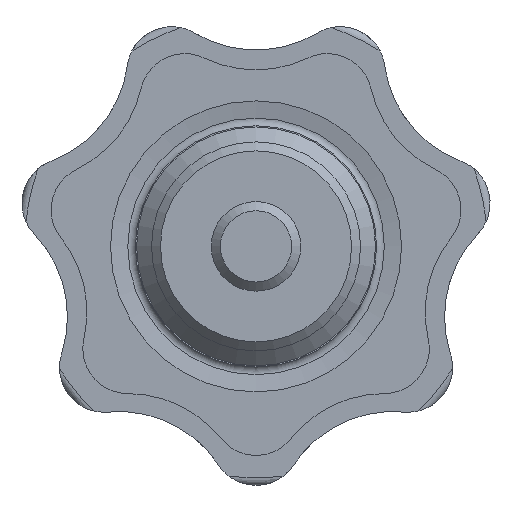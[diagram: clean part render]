
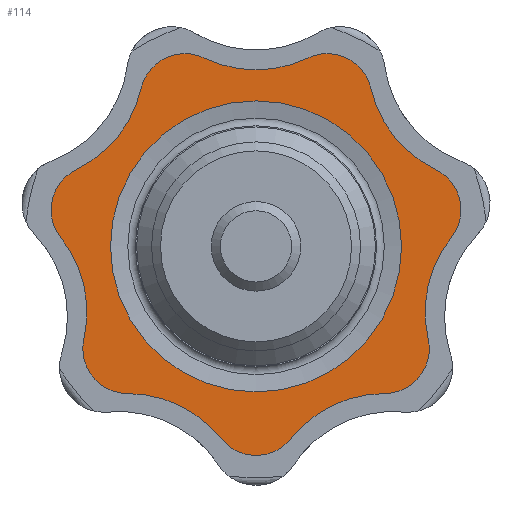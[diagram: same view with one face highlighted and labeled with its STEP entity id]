
A CAD part, front view. The second image highlights one B-rep face of the part: STEP entity #114.
In plain terms, the highlighted planar face has unit normal (0, -1, 0).
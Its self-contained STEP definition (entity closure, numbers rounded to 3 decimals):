
#114 = ADVANCED_FACE( '', ( #257, #258 ), #259, .F. );
#257 = FACE_OUTER_BOUND( '', #428, .T. );
#258 = FACE_BOUND( '', #429, .T. );
#259 = PLANE( '', #430 );
#428 = EDGE_LOOP( '', ( #700, #701, #702, #703, #704, #705, #706, #707, #708, #709, #710, #711, #712, #713 ) );
#429 = EDGE_LOOP( '', ( #714 ) );
#430 = AXIS2_PLACEMENT_3D( '', #715, #716, #717 );
#700 = ORIENTED_EDGE( '', *, *, #1086, .T. );
#701 = ORIENTED_EDGE( '', *, *, #1087, .F. );
#702 = ORIENTED_EDGE( '', *, *, #1088, .T. );
#703 = ORIENTED_EDGE( '', *, *, #1089, .F. );
#704 = ORIENTED_EDGE( '', *, *, #1070, .T. );
#705 = ORIENTED_EDGE( '', *, *, #1079, .F. );
#706 = ORIENTED_EDGE( '', *, *, #1074, .T. );
#707 = ORIENTED_EDGE( '', *, *, #995, .F. );
#708 = ORIENTED_EDGE( '', *, *, #1090, .T. );
#709 = ORIENTED_EDGE( '', *, *, #1091, .F. );
#710 = ORIENTED_EDGE( '', *, *, #1092, .T. );
#711 = ORIENTED_EDGE( '', *, *, #1093, .F. );
#712 = ORIENTED_EDGE( '', *, *, #1023, .T. );
#713 = ORIENTED_EDGE( '', *, *, #1094, .F. );
#714 = ORIENTED_EDGE( '', *, *, #1002, .F. );
#715 = CARTESIAN_POINT( '', ( -13.962, 17., -5.635 ) );
#716 = DIRECTION( '', ( 0., 1., 0. ) );
#717 = DIRECTION( '', ( 0., 0., 1. ) );
#995 = EDGE_CURVE( '', #1180, #1175, #1182, .T. );
#1002 = EDGE_CURVE( '', #1193, #1193, #1194, .F. );
#1023 = EDGE_CURVE( '', #1232, #1229, #1233, .T. );
#1070 = EDGE_CURVE( '', #1311, #1308, #1312, .T. );
#1074 = EDGE_CURVE( '', #1317, #1175, #1318, .T. );
#1079 = EDGE_CURVE( '', #1317, #1308, #1324, .T. );
#1086 = EDGE_CURVE( '', #1334, #1335, #1336, .T. );
#1087 = EDGE_CURVE( '', #1337, #1335, #1338, .T. );
#1088 = EDGE_CURVE( '', #1337, #1339, #1340, .T. );
#1089 = EDGE_CURVE( '', #1311, #1339, #1341, .T. );
#1090 = EDGE_CURVE( '', #1180, #1342, #1343, .T. );
#1091 = EDGE_CURVE( '', #1344, #1342, #1345, .T. );
#1092 = EDGE_CURVE( '', #1344, #1346, #1347, .T. );
#1093 = EDGE_CURVE( '', #1232, #1346, #1348, .T. );
#1094 = EDGE_CURVE( '', #1334, #1229, #1349, .T. );
#1175 = VERTEX_POINT( '', #1452 );
#1180 = VERTEX_POINT( '', #1458 );
#1182 = CIRCLE( '', #1461, 3. );
#1193 = VERTEX_POINT( '', #1488 );
#1194 = CIRCLE( '', #1489, 9.747 );
#1229 = VERTEX_POINT( '', #1611 );
#1232 = VERTEX_POINT( '', #1615 );
#1233 = CIRCLE( '', #1616, 8. );
#1308 = VERTEX_POINT( '', #2018 );
#1311 = VERTEX_POINT( '', #2022 );
#1312 = CIRCLE( '', #2023, 8. );
#1317 = VERTEX_POINT( '', #2029 );
#1318 = CIRCLE( '', #2030, 8. );
#1324 = CIRCLE( '', #2037, 3. );
#1334 = VERTEX_POINT( '', #2047 );
#1335 = VERTEX_POINT( '', #2048 );
#1336 = CIRCLE( '', #2049, 8. );
#1337 = VERTEX_POINT( '', #2050 );
#1338 = CIRCLE( '', #2051, 3. );
#1339 = VERTEX_POINT( '', #2052 );
#1340 = CIRCLE( '', #2053, 8. );
#1341 = CIRCLE( '', #2054, 3. );
#1342 = VERTEX_POINT( '', #2055 );
#1343 = CIRCLE( '', #2056, 8. );
#1344 = VERTEX_POINT( '', #2057 );
#1345 = CIRCLE( '', #2058, 3. );
#1346 = VERTEX_POINT( '', #2059 );
#1347 = CIRCLE( '', #2060, 8. );
#1348 = CIRCLE( '', #2061, 3. );
#1349 = CIRCLE( '', #2062, 3. );
#1452 = CARTESIAN_POINT( '', ( 13.07, 17., 0.577 ) );
#1458 = CARTESIAN_POINT( '', ( 12.026, 17., 5.151 ) );
#1461 = AXIS2_PLACEMENT_3D( '', #2230, #2231, #2232 );
#1488 = CARTESIAN_POINT( '', ( 0., 17., 9.747 ) );
#1489 = AXIS2_PLACEMENT_3D( '', #2239, #2240, #2241 );
#1611 = CARTESIAN_POINT( '', ( -12.026, 17., 5.151 ) );
#1615 = CARTESIAN_POINT( '', ( -7.698, 17., 10.578 ) );
#1616 = AXIS2_PLACEMENT_3D( '', #2259, #2260, #2261 );
#2018 = CARTESIAN_POINT( '', ( 8.6, 17., -9.858 ) );
#2022 = CARTESIAN_POINT( '', ( 2.345, 17., -12.87 ) );
#2023 = AXIS2_PLACEMENT_3D( '', #2304, #2305, #2306 );
#2029 = CARTESIAN_POINT( '', ( 11.525, 17., -6.191 ) );
#2030 = AXIS2_PLACEMENT_3D( '', #2311, #2312, #2313 );
#2037 = AXIS2_PLACEMENT_3D( '', #2321, #2322, #2323 );
#2047 = CARTESIAN_POINT( '', ( -13.07, 17., 0.577 ) );
#2048 = CARTESIAN_POINT( '', ( -11.525, 17., -6.191 ) );
#2049 = AXIS2_PLACEMENT_3D( '', #2333, #2334, #2335 );
#2050 = CARTESIAN_POINT( '', ( -8.6, 17., -9.858 ) );
#2051 = AXIS2_PLACEMENT_3D( '', #2336, #2337, #2338 );
#2052 = CARTESIAN_POINT( '', ( -2.345, 17., -12.87 ) );
#2053 = AXIS2_PLACEMENT_3D( '', #2339, #2340, #2341 );
#2054 = AXIS2_PLACEMENT_3D( '', #2342, #2343, #2344 );
#2055 = CARTESIAN_POINT( '', ( 7.698, 17., 10.578 ) );
#2056 = AXIS2_PLACEMENT_3D( '', #2345, #2346, #2347 );
#2057 = CARTESIAN_POINT( '', ( 3.471, 17., 12.614 ) );
#2058 = AXIS2_PLACEMENT_3D( '', #2348, #2349, #2350 );
#2059 = CARTESIAN_POINT( '', ( -3.471, 17., 12.614 ) );
#2060 = AXIS2_PLACEMENT_3D( '', #2351, #2352, #2353 );
#2061 = AXIS2_PLACEMENT_3D( '', #2354, #2355, #2356 );
#2062 = AXIS2_PLACEMENT_3D( '', #2357, #2358, #2359 );
#2230 = CARTESIAN_POINT( '', ( 10.724, 17., 2.448 ) );
#2231 = DIRECTION( '', ( 0., 1., 0. ) );
#2232 = DIRECTION( '', ( 1., 0., 0. ) );
#2239 = CARTESIAN_POINT( '', ( 0., 17., 0. ) );
#2240 = DIRECTION( '', ( 0., 1., 0. ) );
#2241 = DIRECTION( '', ( 0., 0., 1. ) );
#2259 = CARTESIAN_POINT( '', ( -15.497, 17., 12.358 ) );
#2260 = DIRECTION( '', ( 0., 1., 0. ) );
#2261 = DIRECTION( '', ( 1., 0., 0. ) );
#2304 = CARTESIAN_POINT( '', ( 8.6, 17., -17.858 ) );
#2305 = DIRECTION( '', ( 0., 1., 0. ) );
#2306 = DIRECTION( '', ( 1., 0., 0. ) );
#2311 = CARTESIAN_POINT( '', ( 19.324, 17., -4.411 ) );
#2312 = DIRECTION( '', ( 0., 1., 0. ) );
#2313 = DIRECTION( '', ( 1., 0., 0. ) );
#2321 = CARTESIAN_POINT( '', ( 8.6, 17., -6.858 ) );
#2322 = DIRECTION( '', ( 0., 1., 0. ) );
#2323 = DIRECTION( '', ( 1., 0., 0. ) );
#2333 = CARTESIAN_POINT( '', ( -19.324, 17., -4.411 ) );
#2334 = DIRECTION( '', ( 0., 1., 0. ) );
#2335 = DIRECTION( '', ( 1., 0., 0. ) );
#2336 = CARTESIAN_POINT( '', ( -8.6, 17., -6.858 ) );
#2337 = DIRECTION( '', ( 0., 1., 0. ) );
#2338 = DIRECTION( '', ( 1., 0., 0. ) );
#2339 = CARTESIAN_POINT( '', ( -8.6, 17., -17.858 ) );
#2340 = DIRECTION( '', ( 0., 1., 0. ) );
#2341 = DIRECTION( '', ( 1., 0., 0. ) );
#2342 = CARTESIAN_POINT( '', ( 0., 17., -11. ) );
#2343 = DIRECTION( '', ( 0., 1., 0. ) );
#2344 = DIRECTION( '', ( 1., 0., 0. ) );
#2345 = CARTESIAN_POINT( '', ( 15.497, 17., 12.358 ) );
#2346 = DIRECTION( '', ( 0., 1., 0. ) );
#2347 = DIRECTION( '', ( 1., 0., 0. ) );
#2348 = CARTESIAN_POINT( '', ( 4.773, 17., 9.911 ) );
#2349 = DIRECTION( '', ( 0., 1., 0. ) );
#2350 = DIRECTION( '', ( 1., 0., 0. ) );
#2351 = CARTESIAN_POINT( '', ( 0., 17., 19.821 ) );
#2352 = DIRECTION( '', ( 0., 1., 0. ) );
#2353 = DIRECTION( '', ( 1., 0., 0. ) );
#2354 = CARTESIAN_POINT( '', ( -4.773, 17., 9.911 ) );
#2355 = DIRECTION( '', ( 0., 1., 0. ) );
#2356 = DIRECTION( '', ( 1., 0., 0. ) );
#2357 = CARTESIAN_POINT( '', ( -10.724, 17., 2.448 ) );
#2358 = DIRECTION( '', ( 0., 1., 0. ) );
#2359 = DIRECTION( '', ( 1., 0., 0. ) );
